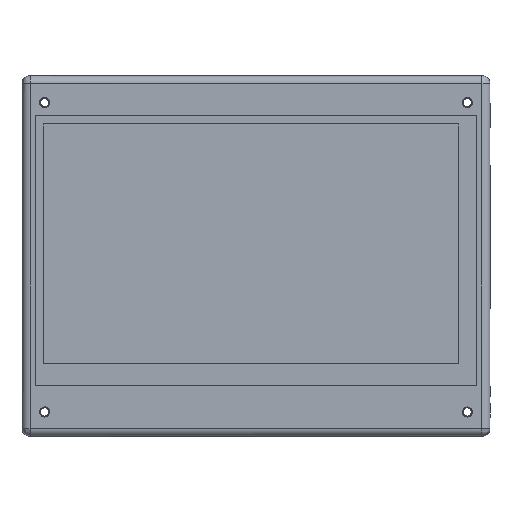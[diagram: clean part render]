
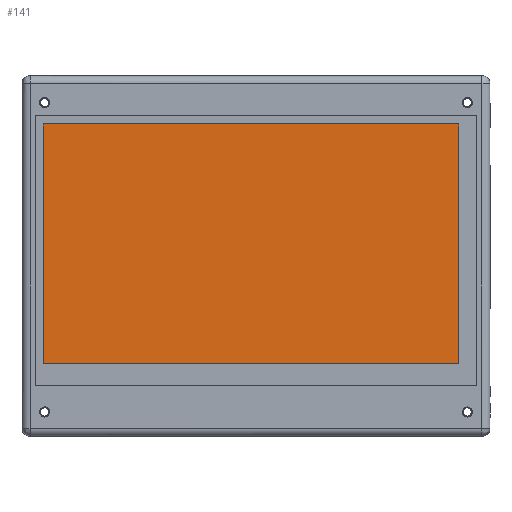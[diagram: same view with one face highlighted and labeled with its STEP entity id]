
A CAD part, top view. The second image highlights one B-rep face of the part: STEP entity #141.
In plain terms, the highlighted free-form (B-spline) face has degree [1, 1] with [2, 2] control points.
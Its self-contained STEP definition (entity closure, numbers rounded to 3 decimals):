
#21 = EDGE_CURVE('',#22,#24,#26,.T.);
#22 = VERTEX_POINT('',#23);
#23 = CARTESIAN_POINT('',(-70.708,42.104,5.994
    ));
#24 = VERTEX_POINT('',#25);
#25 = CARTESIAN_POINT('',(-70.708,-37.61,5.994)
  );
#26 = B_SPLINE_CURVE_WITH_KNOTS('',1,(#27,#28),.UNSPECIFIED.,.F.,.F.,(2,
    2),(0.,89.1),.PIECEWISE_BEZIER_KNOTS.);
#27 = CARTESIAN_POINT('',(-70.708,42.104,5.994
    ));
#28 = CARTESIAN_POINT('',(-70.708,-37.61,5.994)
  );
#57 = EDGE_CURVE('',#58,#22,#60,.T.);
#58 = VERTEX_POINT('',#59);
#59 = CARTESIAN_POINT('',(67.516,42.104,5.994
    ));
#60 = B_SPLINE_CURVE_WITH_KNOTS('',1,(#61,#62),.UNSPECIFIED.,.F.,.F.,(2,
    2),(0.,154.5),.PIECEWISE_BEZIER_KNOTS.);
#61 = CARTESIAN_POINT('',(67.516,42.104,5.994
    ));
#62 = CARTESIAN_POINT('',(-70.708,42.104,5.994
    ));
#85 = EDGE_CURVE('',#86,#58,#88,.T.);
#86 = VERTEX_POINT('',#87);
#87 = CARTESIAN_POINT('',(67.516,-37.61,5.994)
  );
#88 = B_SPLINE_CURVE_WITH_KNOTS('',1,(#89,#90),.UNSPECIFIED.,.F.,.F.,(2,
    2),(0.,89.1),.PIECEWISE_BEZIER_KNOTS.);
#89 = CARTESIAN_POINT('',(67.516,-37.61,5.994)
  );
#90 = CARTESIAN_POINT('',(67.516,42.104,5.994
    ));
#113 = EDGE_CURVE('',#24,#86,#114,.T.);
#114 = B_SPLINE_CURVE_WITH_KNOTS('',1,(#115,#116),.UNSPECIFIED.,.F.,.F.,
  (2,2),(0.,154.5),.PIECEWISE_BEZIER_KNOTS.);
#115 = CARTESIAN_POINT('',(-70.708,-37.61,5.994
    ));
#116 = CARTESIAN_POINT('',(67.516,-37.61,5.994
    ));
#141 = ADVANCED_FACE('',(#142),#148,.F.);
#142 = FACE_BOUND('',#143,.T.);
#143 = EDGE_LOOP('',(#144,#145,#146,#147));
#144 = ORIENTED_EDGE('',*,*,#21,.T.);
#145 = ORIENTED_EDGE('',*,*,#113,.T.);
#146 = ORIENTED_EDGE('',*,*,#85,.T.);
#147 = ORIENTED_EDGE('',*,*,#57,.T.);
#148 = B_SPLINE_SURFACE_WITH_KNOTS('',1,1,(
    (#149,#150)
    ,(#151,#152
    )),.UNSPECIFIED.,.F.,.F.,.F.,(2,2),(2,2),(-75.5,79.),(-42.05,47.05),
  .PIECEWISE_BEZIER_KNOTS.);
#149 = CARTESIAN_POINT('',(67.516,-37.61,5.994
    ));
#150 = CARTESIAN_POINT('',(67.516,42.104,
    5.994));
#151 = CARTESIAN_POINT('',(-70.708,-37.61,5.994
    ));
#152 = CARTESIAN_POINT('',(-70.708,42.104,
    5.994));
